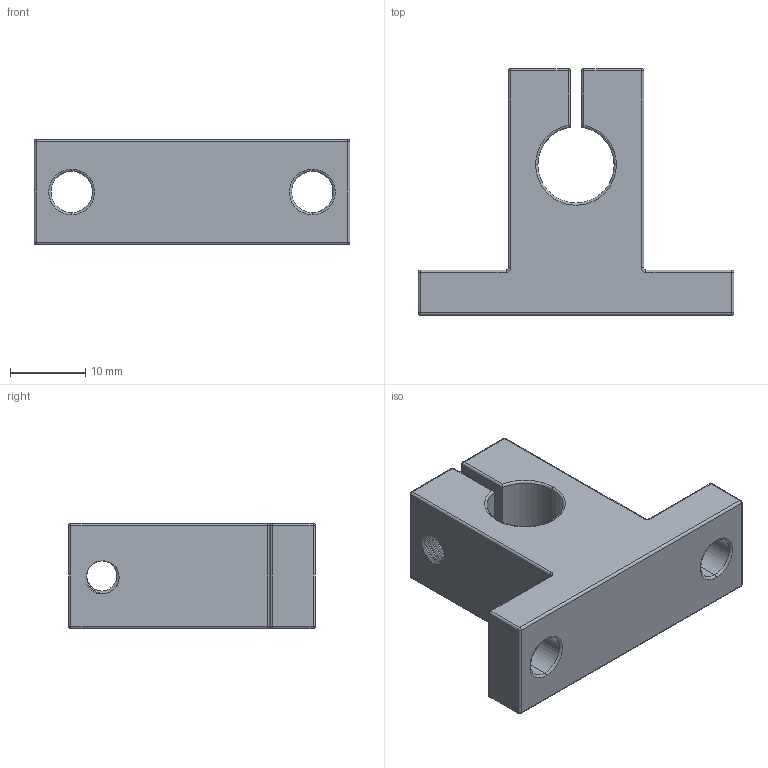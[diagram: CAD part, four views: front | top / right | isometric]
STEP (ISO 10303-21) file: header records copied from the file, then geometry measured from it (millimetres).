
FILE_DESCRIPTION (( 'STEP AP214' ), '1' );
FILE_NAME ('03.003.STEP', '2022-04-29T01:57:02', ( '' ), ( '' ), 'SwSTEP 2.0', 'SolidWorks 2021', '' );
FILE_SCHEMA (( 'AUTOMOTIVE_DESIGN' ));
Length unit declared in the file: millimetre
Products named in the file (1): 03.003
Bounding box: 42 x 32.8 x 14 mm (x, y, z)
Volume: 8352.1 mm3; surface area: 4339.4 mm2
Topology: 1 solids, 1 shells, 136 faces, 337 edges, 188 vertices
Faces by surface type: cylinder 79, torus 20, sphere 16, plane 15, bspline 6
Entity records: 7492 total; most frequent: CARTESIAN_POINT 4531, ORIENTED_EDGE 642, DIRECTION 610, EDGE_CURVE 321, AXIS2_PLACEMENT_3D 248, VERTEX_POINT 188, EDGE_LOOP 145, FACE_OUTER_BOUND 136
